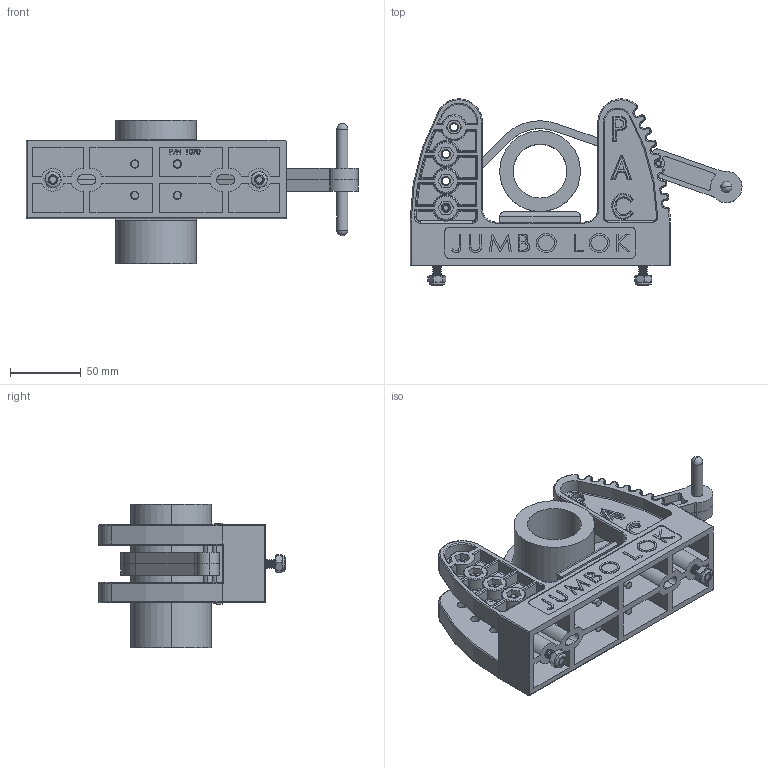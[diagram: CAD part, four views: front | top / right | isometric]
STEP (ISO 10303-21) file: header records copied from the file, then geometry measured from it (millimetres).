
FILE_DESCRIPTION (( 'STEP AP203' ), '1' );
FILE_NAME ('1070.STEP', '2017-05-08T14:34:37', ( 'admin' ), ( 'Hewlett-Packard Company' ), 'SwSTEP 2.0', 'SolidWorks 2017', '' );
FILE_SCHEMA (( 'CONFIG_CONTROL_DESIGN' ));
Length unit declared in the file: inch
Products named in the file (11): round part; 1070P; 2092_CR-FHMS 0.25-20x0.75x0.75-N; 2069LN_MSHXNUT 0.250-20-S-N; 1070 Base; 7042; 1070 PAD; 1070; 1070 Shoulder Screw_SHSSCREW 0.25x1.25-N; 1070 #10-24 Nut_MSHXNUT 0.250-20-S-N; 1070 STRAP (Yellow) -In Use
Assembly tree (15 placements, depth 3):
  1070
    1070P
      1070 Base
      1070 PAD
      1070 Shoulder Screw_SHSSCREW 0.25x1.25-N
      1070 #10-24 Nut_MSHXNUT 0.250-20-S-N  x4
      1070 STRAP (Yellow) -In Use
      round part
    7042
      2092_CR-FHMS 0.25-20x0.75x0.75-N  x2
      2069LN_MSHXNUT 0.250-20-S-N  x2
Bounding box: 235.02 x 131.8 x 101.6 mm (x, y, z)
Volume: 492008.3 mm3; surface area: 191743.5 mm2
Topology: 17 solids, 17 shells, 1967 faces, 4828 edges, 2983 vertices
Faces by surface type: cylinder 641, plane 572, cone 406, torus 189, bspline 154, sphere 5
Entity records: 60980 total; most frequent: CARTESIAN_POINT 21364, ORIENTED_EDGE 8026, DIRECTION 7983, EDGE_CURVE 4013, AXIS2_PLACEMENT_3D 2968, VERTEX_POINT 2495, LINE 2047, VECTOR 2047
